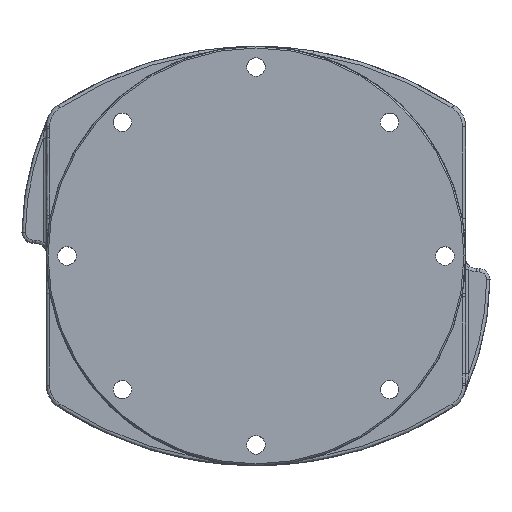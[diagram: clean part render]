
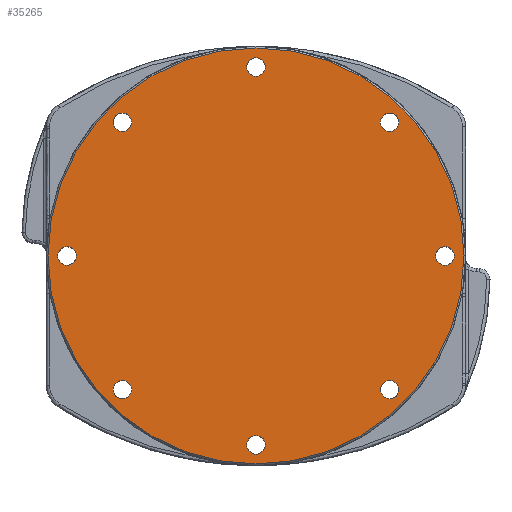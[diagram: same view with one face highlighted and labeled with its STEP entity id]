
A CAD part, top view. The second image highlights one B-rep face of the part: STEP entity #35265.
In plain terms, the highlighted planar face has unit normal (0, 0, 1).
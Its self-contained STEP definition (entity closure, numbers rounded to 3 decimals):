
#6012=PLANE('',#37992);
#6365=FACE_BOUND('',#11616,.T.);
#6366=FACE_BOUND('',#11617,.T.);
#6367=FACE_BOUND('',#11618,.T.);
#6368=FACE_BOUND('',#11619,.T.);
#6369=FACE_BOUND('',#11620,.T.);
#6370=FACE_BOUND('',#11621,.T.);
#6371=FACE_BOUND('',#11622,.T.);
#6372=FACE_BOUND('',#11623,.T.);
#6439=CIRCLE('',#37732,5.5);
#6440=CIRCLE('',#37736,5.5);
#6441=CIRCLE('',#37739,5.5);
#6442=CIRCLE('',#37742,5.5);
#6443=CIRCLE('',#37745,5.5);
#6444=CIRCLE('',#37749,5.5);
#6445=CIRCLE('',#37752,5.5);
#6450=CIRCLE('',#37764,5.5);
#6588=CIRCLE('',#37977,124.);
#9089=FACE_OUTER_BOUND('',#11615,.T.);
#11615=EDGE_LOOP('',(#23891));
#11616=EDGE_LOOP('',(#23892));
#11617=EDGE_LOOP('',(#23893));
#11618=EDGE_LOOP('',(#23894));
#11619=EDGE_LOOP('',(#23895));
#11620=EDGE_LOOP('',(#23896));
#11621=EDGE_LOOP('',(#23897));
#11622=EDGE_LOOP('',(#23898));
#11623=EDGE_LOOP('',(#23899));
#14267=VERTEX_POINT('',#52491);
#14270=VERTEX_POINT('',#52498);
#14272=VERTEX_POINT('',#52503);
#14274=VERTEX_POINT('',#52508);
#14276=VERTEX_POINT('',#52513);
#14279=VERTEX_POINT('',#52520);
#14281=VERTEX_POINT('',#52525);
#14307=VERTEX_POINT('',#52621);
#14623=VERTEX_POINT('',#59435);
#17479=EDGE_CURVE('',#14267,#14267,#6439,.T.);
#17482=EDGE_CURVE('',#14270,#14270,#6440,.T.);
#17484=EDGE_CURVE('',#14272,#14272,#6441,.T.);
#17486=EDGE_CURVE('',#14274,#14274,#6442,.T.);
#17488=EDGE_CURVE('',#14276,#14276,#6443,.T.);
#17491=EDGE_CURVE('',#14279,#14279,#6444,.T.);
#17493=EDGE_CURVE('',#14281,#14281,#6445,.T.);
#17521=EDGE_CURVE('',#14307,#14307,#6450,.T.);
#17940=EDGE_CURVE('',#14623,#14623,#6588,.T.);
#23891=ORIENTED_EDGE('',*,*,#17940,.F.);
#23892=ORIENTED_EDGE('',*,*,#17479,.T.);
#23893=ORIENTED_EDGE('',*,*,#17482,.T.);
#23894=ORIENTED_EDGE('',*,*,#17484,.T.);
#23895=ORIENTED_EDGE('',*,*,#17486,.T.);
#23896=ORIENTED_EDGE('',*,*,#17488,.T.);
#23897=ORIENTED_EDGE('',*,*,#17491,.T.);
#23898=ORIENTED_EDGE('',*,*,#17493,.T.);
#23899=ORIENTED_EDGE('',*,*,#17521,.T.);
#35265=ADVANCED_FACE('',(#9089,#6365,#6366,#6367,#6368,#6369,#6370,#6371,
#6372),#6012,.T.);
#37732=AXIS2_PLACEMENT_3D('',#52492,#42110,#42111);
#37736=AXIS2_PLACEMENT_3D('',#52499,#42118,#42119);
#37739=AXIS2_PLACEMENT_3D('',#52504,#42124,#42125);
#37742=AXIS2_PLACEMENT_3D('',#52509,#42130,#42131);
#37745=AXIS2_PLACEMENT_3D('',#52514,#42136,#42137);
#37749=AXIS2_PLACEMENT_3D('',#52521,#42144,#42145);
#37752=AXIS2_PLACEMENT_3D('',#52526,#42150,#42151);
#37764=AXIS2_PLACEMENT_3D('',#52622,#42184,#42185);
#37977=AXIS2_PLACEMENT_3D('',#59436,#42640,#42641);
#37992=AXIS2_PLACEMENT_3D('',#59464,#42670,#42671);
#42110=DIRECTION('center_axis',(0.,0.,-1.));
#42111=DIRECTION('ref_axis',(0.707,-0.707,0.));
#42118=DIRECTION('center_axis',(0.,0.,-1.));
#42119=DIRECTION('ref_axis',(0.,-1.,0.));
#42124=DIRECTION('center_axis',(0.,0.,-1.));
#42125=DIRECTION('ref_axis',(-0.707,-0.707,0.));
#42130=DIRECTION('center_axis',(0.,0.,-1.));
#42131=DIRECTION('ref_axis',(-1.,0.,0.));
#42136=DIRECTION('center_axis',(0.,0.,-1.));
#42137=DIRECTION('ref_axis',(-0.707,0.707,0.));
#42144=DIRECTION('center_axis',(0.,0.,-1.));
#42145=DIRECTION('ref_axis',(0.,1.,0.));
#42150=DIRECTION('center_axis',(0.,0.,-1.));
#42151=DIRECTION('ref_axis',(0.707,0.707,0.));
#42184=DIRECTION('center_axis',(0.,0.,-1.));
#42185=DIRECTION('ref_axis',(1.,0.,0.));
#42640=DIRECTION('center_axis',(0.,0.,-1.));
#42641=DIRECTION('ref_axis',(-1.,0.,0.));
#42670=DIRECTION('center_axis',(0.,0.,1.));
#42671=DIRECTION('ref_axis',(1.,0.,0.));
#52491=CARTESIAN_POINT('',(83.545,75.766,0.));
#52492=CARTESIAN_POINT('Origin',(79.656,79.656,0.));
#52498=CARTESIAN_POINT('',(112.65,-5.5,0.));
#52499=CARTESIAN_POINT('Origin',(112.65,0.,0.));
#52503=CARTESIAN_POINT('',(75.766,-83.545,0.));
#52504=CARTESIAN_POINT('Origin',(79.656,-79.656,0.));
#52508=CARTESIAN_POINT('',(-5.5,-112.65,0.));
#52509=CARTESIAN_POINT('Origin',(0.,-112.65,0.));
#52513=CARTESIAN_POINT('',(-83.545,-75.766,0.));
#52514=CARTESIAN_POINT('Origin',(-79.656,-79.656,0.));
#52520=CARTESIAN_POINT('',(-112.65,5.5,0.));
#52521=CARTESIAN_POINT('Origin',(-112.65,0.,0.));
#52525=CARTESIAN_POINT('',(-75.766,83.545,0.));
#52526=CARTESIAN_POINT('Origin',(-79.656,79.656,0.));
#52621=CARTESIAN_POINT('',(5.5,112.65,0.));
#52622=CARTESIAN_POINT('Origin',(0.,112.65,0.));
#59435=CARTESIAN_POINT('',(124.,0.,0.));
#59436=CARTESIAN_POINT('Origin',(0.,0.,0.));
#59464=CARTESIAN_POINT('Origin',(0.,-1.135,
0.));
